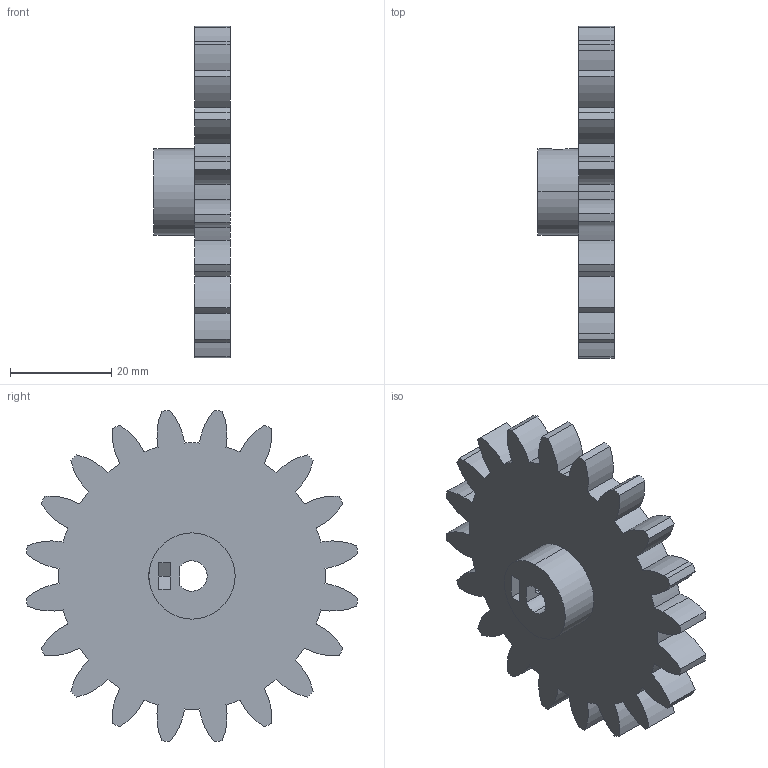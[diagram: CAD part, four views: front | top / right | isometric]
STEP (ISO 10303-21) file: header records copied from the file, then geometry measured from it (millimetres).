
FILE_DESCRIPTION (( 'STEP AP203' ), '1' );
FILE_NAME ('gear_ver2.STEP', '2025-08-22T18:01:43', ( '' ), ( '' ), 'SwSTEP 2.0', 'SolidWorks 2025', '' );
FILE_SCHEMA (( 'CONFIG_CONTROL_DESIGN' ));
Length unit declared in the file: millimetre
Products named in the file (2): gear_ver2; spur gear_am_Metric - Spur gear 3M 20T 20PA 7FW ---S20O17H15L1N
Assembly tree (1 placements, depth 2):
  gear_ver2
    spur gear_am_Metric - Spur gear 3M 20T 20PA 7FW ---S20O17H15L1N
Bounding box: 15 x 65.42 x 65.42 mm (x, y, z)
Volume: 20408.1 mm3; surface area: 8870.7 mm2
Topology: 1 solids, 1 shells, 108 faces, 312 edges, 208 vertices
Faces by surface type: cylinder 94, plane 14
Entity records: 3916 total; most frequent: DIRECTION 720, CARTESIAN_POINT 682, ORIENTED_EDGE 624, EDGE_CURVE 312, AXIS2_PLACEMENT_3D 298, VERTEX_POINT 208, CIRCLE 186, VECTOR 124
